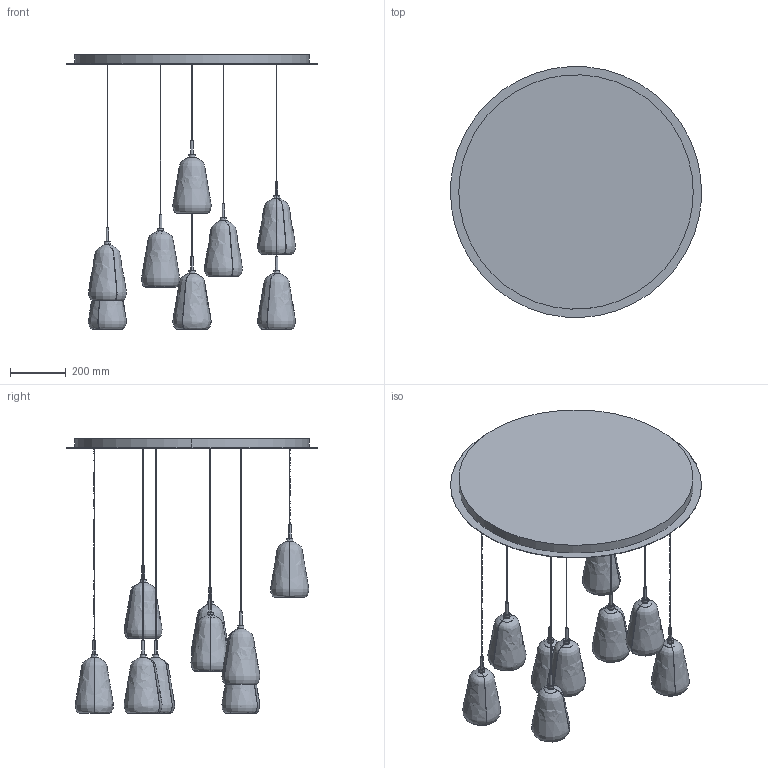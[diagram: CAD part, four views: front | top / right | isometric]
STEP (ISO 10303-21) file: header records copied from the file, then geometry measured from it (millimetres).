
FILE_DESCRIPTION(/* description */ (''),/* implementation_level */ '2;1');
FILE_NAME(/* name */ '178482~1',/* time_stamp */ '2020-05-19T16:07:33+02:00',/* author */ (''),/* organization */ (''),/* preprocessor_version */ 'ST-DEVELOPER v15',/* originating_system */ '',/* authorisation */ '');
FILE_SCHEMA (('AUTOMOTIVE_DESIGN'));
Length unit declared in the file: millimetre
Products named in the file (1): Document
Bounding box: 900 x 899.31 x 984.8 mm (x, y, z)
Volume: 20778961.7 mm3; surface area: 4588028.8 mm2
Topology: 20 solids, 65 shells, 422 faces, 966 edges, 494 vertices
Faces by surface type: bspline 418, plane 4
Entity records: 17000 total; most frequent: CARTESIAN_POINT 11713, ORIENTED_EDGE 1572, EDGE_CURVE 858, VERTEX_POINT 494, ADVANCED_FACE 422, FACE_OUTER_BOUND 422, EDGE_LOOP 422, B_SPLINE_CURVE_WITH_KNOTS 342
